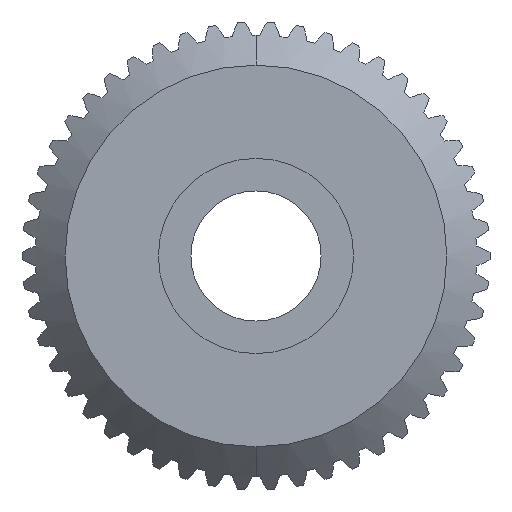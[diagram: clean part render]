
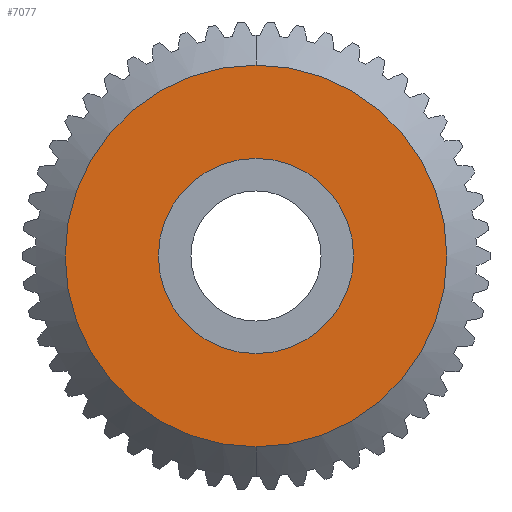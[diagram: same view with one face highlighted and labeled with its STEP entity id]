
A CAD part, left-side view. The second image highlights one B-rep face of the part: STEP entity #7077.
In plain terms, the highlighted planar face has unit normal (-1, 0, 0).
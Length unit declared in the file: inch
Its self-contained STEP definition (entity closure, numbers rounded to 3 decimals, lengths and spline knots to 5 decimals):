
#73 = CARTESIAN_POINT ( 'NONE',  ( -1.27953, 0., -0.47244 ) ) ;
#672 = EDGE_LOOP ( 'NONE', ( #6421, #3612 ) ) ;
#1026 = CARTESIAN_POINT ( 'NONE',  ( -1.27953, 0., 0. ) ) ;
#1182 = DIRECTION ( 'NONE',  ( 0., 0., 1. ) ) ;
#1746 = CARTESIAN_POINT ( 'NONE',  ( -1.27953, 0., 0.47244 ) ) ;
#1938 = DIRECTION ( 'NONE',  ( -1., 0., 0. ) ) ;
#2201 = VERTEX_POINT ( 'NONE', #8670 ) ;
#2718 = DIRECTION ( 'NONE',  ( 0., 0., 1. ) ) ;
#2795 = CARTESIAN_POINT ( 'NONE',  ( -1.27953, 0., -0.92399 ) ) ;
#2827 = ORIENTED_EDGE ( 'NONE', *, *, #2832, .T. ) ;
#2832 = EDGE_CURVE ( 'NONE', #5167, #2201, #5873, .T. ) ;
#2883 = CIRCLE ( 'NONE', #7570, 0.92399 ) ;
#2958 = DIRECTION ( 'NONE',  ( -1., 0., 0. ) ) ;
#3308 = EDGE_CURVE ( 'NONE', #9543, #4725, #5610, .T. ) ;
#3612 = ORIENTED_EDGE ( 'NONE', *, *, #3308, .F. ) ;
#3874 = FACE_OUTER_BOUND ( 'NONE', #8364, .T. ) ;
#3904 = DIRECTION ( 'NONE',  ( 0., 0., 1. ) ) ;
#4005 = CIRCLE ( 'NONE', #5765, 0.47244 ) ;
#4333 = DIRECTION ( 'NONE',  ( -1., 0., 0. ) ) ;
#4725 = VERTEX_POINT ( 'NONE', #73 ) ;
#5101 = DIRECTION ( 'NONE',  ( -1., 0., 0. ) ) ;
#5167 = VERTEX_POINT ( 'NONE', #2795 ) ;
#5400 = DIRECTION ( 'NONE',  ( 0., 0., -1. ) ) ;
#5535 = AXIS2_PLACEMENT_3D ( 'NONE', #6988, #4333, #1182 ) ;
#5610 = CIRCLE ( 'NONE', #5535, 0.47244 ) ;
#5657 = EDGE_CURVE ( 'NONE', #4725, #9543, #4005, .T. ) ;
#5765 = AXIS2_PLACEMENT_3D ( 'NONE', #7865, #2958, #3904 ) ;
#5873 = CIRCLE ( 'NONE', #7015, 0.92399 ) ;
#6162 = DIRECTION ( 'NONE',  ( -1., 0., 0. ) ) ;
#6421 = ORIENTED_EDGE ( 'NONE', *, *, #5657, .F. ) ;
#6810 = EDGE_CURVE ( 'NONE', #2201, #5167, #2883, .T. ) ;
#6988 = CARTESIAN_POINT ( 'NONE',  ( -1.27953, 0., 0. ) ) ;
#7015 = AXIS2_PLACEMENT_3D ( 'NONE', #1026, #5101, #8432 ) ;
#7077 = ADVANCED_FACE ( 'NONE', ( #7870, #3874 ), #9096, .T. ) ;
#7498 = ORIENTED_EDGE ( 'NONE', *, *, #6810, .T. ) ;
#7570 = AXIS2_PLACEMENT_3D ( 'NONE', #7946, #6162, #5400 ) ;
#7865 = CARTESIAN_POINT ( 'NONE',  ( -1.27953, 0., 0. ) ) ;
#7870 = FACE_BOUND ( 'NONE', #672, .T. ) ;
#7946 = CARTESIAN_POINT ( 'NONE',  ( -1.27953, 0., 0. ) ) ;
#8364 = EDGE_LOOP ( 'NONE', ( #2827, #7498 ) ) ;
#8432 = DIRECTION ( 'NONE',  ( 0., 0., -1. ) ) ;
#8670 = CARTESIAN_POINT ( 'NONE',  ( -1.27953, 0., 0.92399 ) ) ;
#8821 = AXIS2_PLACEMENT_3D ( 'NONE', #9205, #1938, #2718 ) ;
#9096 = PLANE ( 'NONE',  #8821 ) ;
#9205 = CARTESIAN_POINT ( 'NONE',  ( -1.27953, 1.35387, 0.02092 ) ) ;
#9543 = VERTEX_POINT ( 'NONE', #1746 ) ;
